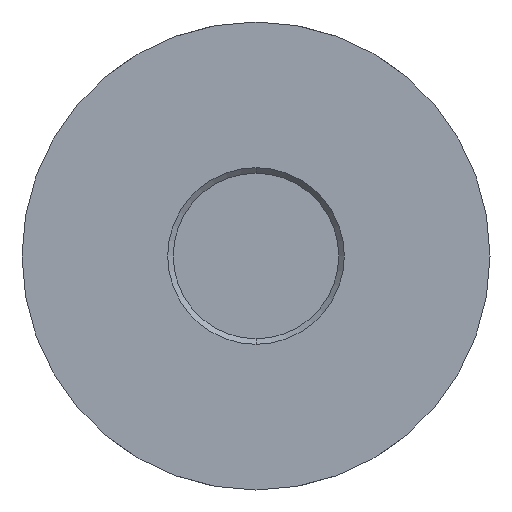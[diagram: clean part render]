
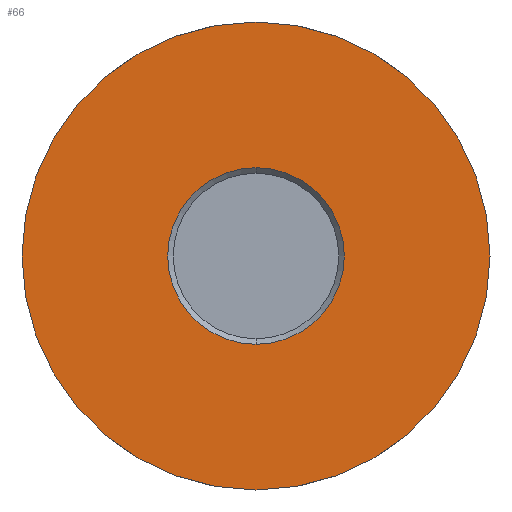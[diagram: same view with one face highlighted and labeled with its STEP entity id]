
A CAD part, front view. The second image highlights one B-rep face of the part: STEP entity #66.
In plain terms, the highlighted planar face has unit normal (0, -1, 0).
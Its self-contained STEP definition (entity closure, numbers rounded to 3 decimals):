
#7 = CARTESIAN_POINT ( 'NONE',  ( 0., 0., 0. ) ) ;
#10 = DIRECTION ( 'NONE',  ( 0., -1., 0. ) ) ;
#23 = ORIENTED_EDGE ( 'NONE', *, *, #153, .T. ) ;
#25 = ORIENTED_EDGE ( 'NONE', *, *, #169, .T. ) ;
#27 = DIRECTION ( 'NONE',  ( 0., 0., -1. ) ) ;
#38 = CIRCLE ( 'NONE', #101, 8. ) ;
#57 = AXIS2_PLACEMENT_3D ( 'NONE', #88, #10, #27 ) ;
#66 = ADVANCED_FACE ( 'NONE', ( #131, #260 ), #263, .T. ) ;
#70 = AXIS2_PLACEMENT_3D ( 'NONE', #265, #197, #132 ) ;
#71 = CIRCLE ( 'NONE', #112, 8. ) ;
#74 = EDGE_CURVE ( 'NONE', #194, #269, #236, .T. ) ;
#78 = EDGE_CURVE ( 'NONE', #269, #194, #192, .T. ) ;
#88 = CARTESIAN_POINT ( 'NONE',  ( 0., 0., 0. ) ) ;
#91 = AXIS2_PLACEMENT_3D ( 'NONE', #247, #157, #159 ) ;
#99 = CARTESIAN_POINT ( 'NONE',  ( 21.2, 0., 0. ) ) ;
#101 = AXIS2_PLACEMENT_3D ( 'NONE', #214, #241, #179 ) ;
#112 = AXIS2_PLACEMENT_3D ( 'NONE', #7, #217, #160 ) ;
#114 = ORIENTED_EDGE ( 'NONE', *, *, #78, .T. ) ;
#131 = FACE_BOUND ( 'NONE', #235, .T. ) ;
#132 = DIRECTION ( 'NONE',  ( 0., 0., -1. ) ) ;
#148 = VERTEX_POINT ( 'NONE', #215 ) ;
#153 = EDGE_CURVE ( 'NONE', #148, #221, #38, .T. ) ;
#157 = DIRECTION ( 'NONE',  ( 0., -1., 0. ) ) ;
#159 = DIRECTION ( 'NONE',  ( 0., 0., -1. ) ) ;
#160 = DIRECTION ( 'NONE',  ( 0., 0., -1. ) ) ;
#169 = EDGE_CURVE ( 'NONE', #221, #148, #71, .T. ) ;
#179 = DIRECTION ( 'NONE',  ( 0., 0., -1. ) ) ;
#192 = CIRCLE ( 'NONE', #70, 21.2 ) ;
#194 = VERTEX_POINT ( 'NONE', #262 ) ;
#197 = DIRECTION ( 'NONE',  ( 0., -1., 0. ) ) ;
#214 = CARTESIAN_POINT ( 'NONE',  ( 0., 0., 0. ) ) ;
#215 = CARTESIAN_POINT ( 'NONE',  ( 0., 0., 8. ) ) ;
#217 = DIRECTION ( 'NONE',  ( 0., 1., 0. ) ) ;
#221 = VERTEX_POINT ( 'NONE', #249 ) ;
#235 = EDGE_LOOP ( 'NONE', ( #25, #23 ) ) ;
#236 = CIRCLE ( 'NONE', #57, 21.2 ) ;
#241 = DIRECTION ( 'NONE',  ( 0., 1., 0. ) ) ;
#247 = CARTESIAN_POINT ( 'NONE',  ( 0., 0., 0. ) ) ;
#249 = CARTESIAN_POINT ( 'NONE',  ( 0., 0., -8. ) ) ;
#255 = ORIENTED_EDGE ( 'NONE', *, *, #74, .T. ) ;
#260 = FACE_OUTER_BOUND ( 'NONE', #280, .T. ) ;
#262 = CARTESIAN_POINT ( 'NONE',  ( -21.2, 0., 0. ) ) ;
#263 = PLANE ( 'NONE',  #91 ) ;
#265 = CARTESIAN_POINT ( 'NONE',  ( 0., 0., 0. ) ) ;
#269 = VERTEX_POINT ( 'NONE', #99 ) ;
#280 = EDGE_LOOP ( 'NONE', ( #114, #255 ) ) ;
